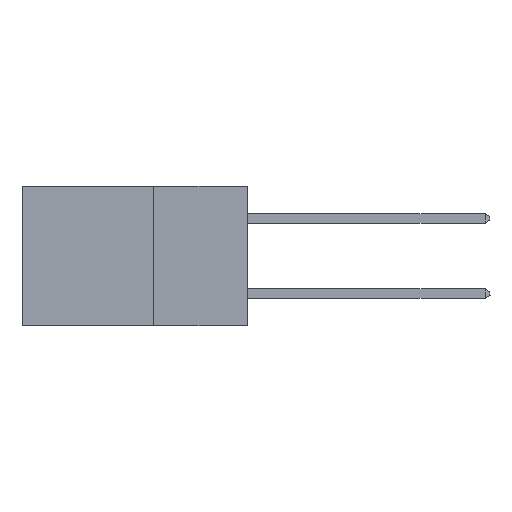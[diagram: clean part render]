
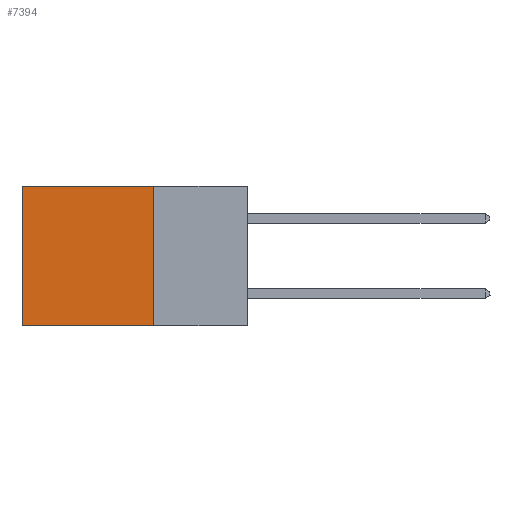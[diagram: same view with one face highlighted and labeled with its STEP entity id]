
A CAD part, left-side view. The second image highlights one B-rep face of the part: STEP entity #7394.
In plain terms, the highlighted planar face has unit normal (-1, 0, 0).
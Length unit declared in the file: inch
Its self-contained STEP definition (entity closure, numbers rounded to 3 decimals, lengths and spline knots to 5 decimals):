
#877 = CARTESIAN_POINT ( 'NONE',  ( 0.298, 0.25, -0.37 ) ) ;
#1019 = DIRECTION ( 'NONE',  ( 0., 1., 0. ) ) ;
#1147 = EDGE_CURVE ( 'NONE', #2737, #8289, #6588, .T. ) ;
#1947 = ORIENTED_EDGE ( 'NONE', *, *, #3481, .T. ) ;
#2037 = DIRECTION ( 'NONE',  ( 0., 0., -1. ) ) ;
#2737 = VERTEX_POINT ( 'NONE', #8842 ) ;
#2945 = ORIENTED_EDGE ( 'NONE', *, *, #9962, .F. ) ;
#3055 = LINE ( 'NONE', #7918, #6568 ) ;
#3481 = EDGE_CURVE ( 'NONE', #10077, #2737, #4352, .T. ) ;
#3566 = CARTESIAN_POINT ( 'NONE',  ( 0.298, 0.6, 0. ) ) ;
#3589 = DIRECTION ( 'NONE',  ( 0., 0., -1. ) ) ;
#3800 = EDGE_CURVE ( 'NONE', #10873, #8289, #11038, .T. ) ;
#4068 = VECTOR ( 'NONE', #1019, 39.37008 ) ;
#4352 = LINE ( 'NONE', #6204, #4068 ) ;
#4586 = ORIENTED_EDGE ( 'NONE', *, *, #3800, .F. ) ;
#5323 = CARTESIAN_POINT ( 'NONE',  ( 0.298, 0.6, -0.37 ) ) ;
#5501 = DIRECTION ( 'NONE',  ( 1., 0., 0. ) ) ;
#5569 = CARTESIAN_POINT ( 'NONE',  ( 0.298, 0.25, 0. ) ) ;
#6003 = CARTESIAN_POINT ( 'NONE',  ( 0.298, 0.25, 0. ) ) ;
#6204 = CARTESIAN_POINT ( 'NONE',  ( 0.298, 0.25, 0. ) ) ;
#6478 = PLANE ( 'NONE',  #9310 ) ;
#6568 = VECTOR ( 'NONE', #3589, 39.37008 ) ;
#6588 = LINE ( 'NONE', #3566, #8626 ) ;
#7394 = ADVANCED_FACE ( 'NONE', ( #9335 ), #6478, .F. ) ;
#7617 = CARTESIAN_POINT ( 'NONE',  ( 0.298, 0.25, -0.37 ) ) ;
#7918 = CARTESIAN_POINT ( 'NONE',  ( 0.298, 0.25, 0. ) ) ;
#8289 = VERTEX_POINT ( 'NONE', #5323 ) ;
#8626 = VECTOR ( 'NONE', #9643, 39.37008 ) ;
#8842 = CARTESIAN_POINT ( 'NONE',  ( 0.298, 0.6, 0. ) ) ;
#9238 = VECTOR ( 'NONE', #10282, 39.37008 ) ;
#9310 = AXIS2_PLACEMENT_3D ( 'NONE', #5569, #5501, #2037 ) ;
#9335 = FACE_OUTER_BOUND ( 'NONE', #10770, .T. ) ;
#9643 = DIRECTION ( 'NONE',  ( 0., 0., -1. ) ) ;
#9962 = EDGE_CURVE ( 'NONE', #10077, #10873, #3055, .T. ) ;
#10077 = VERTEX_POINT ( 'NONE', #6003 ) ;
#10282 = DIRECTION ( 'NONE',  ( 0., 1., 0. ) ) ;
#10677 = ORIENTED_EDGE ( 'NONE', *, *, #1147, .T. ) ;
#10770 = EDGE_LOOP ( 'NONE', ( #10677, #4586, #2945, #1947 ) ) ;
#10873 = VERTEX_POINT ( 'NONE', #7617 ) ;
#11038 = LINE ( 'NONE', #877, #9238 ) ;
